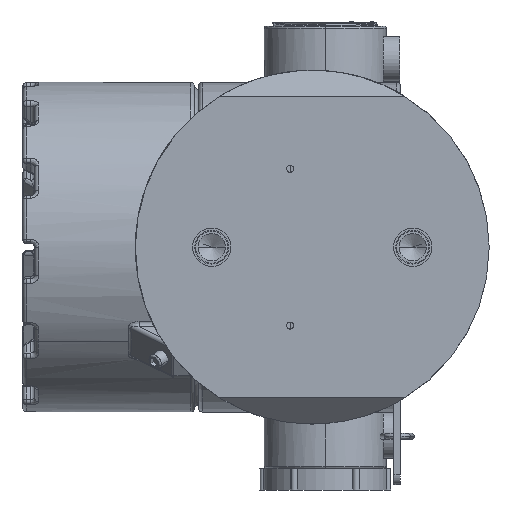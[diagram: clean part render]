
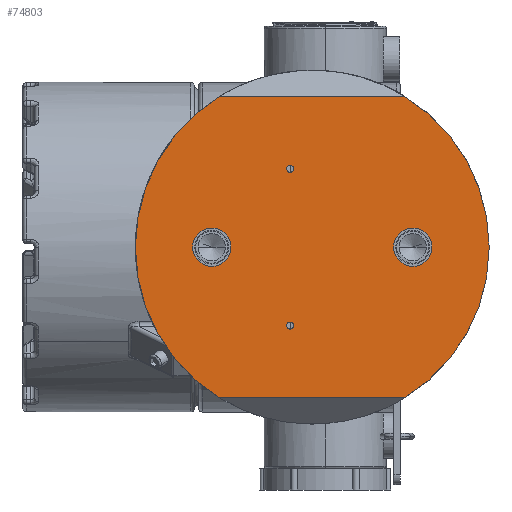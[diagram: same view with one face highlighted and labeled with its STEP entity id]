
A CAD part, front view. The second image highlights one B-rep face of the part: STEP entity #74803.
In plain terms, the highlighted planar face has unit normal (0, -1, 0).
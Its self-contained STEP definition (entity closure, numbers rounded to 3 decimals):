
#355 = ORIENTED_EDGE ( 'NONE', *, *, #9857, .F. ) ;
#1050 = FACE_BOUND ( 'NONE', #38078, .T. ) ;
#1743 = EDGE_CURVE ( 'NONE', #84820, #21932, #70837, .T. ) ;
#2889 = DIRECTION ( 'NONE',  ( -1., 0., 0. ) ) ;
#3017 = DIRECTION ( 'NONE',  ( 0., 1., 0. ) ) ;
#3355 = CARTESIAN_POINT ( 'NONE',  ( -5.5, 0., -19.5 ) ) ;
#3400 = EDGE_CURVE ( 'NONE', #32220, #47728, #20891, .T. ) ;
#3496 = FACE_BOUND ( 'NONE', #72513, .T. ) ;
#3498 = CARTESIAN_POINT ( 'NONE',  ( 23.016, 0., 37.5 ) ) ;
#4403 = VERTEX_POINT ( 'NONE', #21300 ) ;
#5516 = CARTESIAN_POINT ( 'NONE',  ( 0., 0., 0. ) ) ;
#6345 = VERTEX_POINT ( 'NONE', #23872 ) ;
#7196 = EDGE_CURVE ( 'NONE', #52686, #40814, #31263, .T. ) ;
#8830 = EDGE_CURVE ( 'NONE', #47728, #84820, #57597, .T. ) ;
#8969 = EDGE_CURVE ( 'NONE', #60235, #32220, #70688, .T. ) ;
#9263 = PLANE ( 'NONE',  #74608 ) ;
#9315 = EDGE_CURVE ( 'NONE', #82638, #60235, #33631, .T. ) ;
#9420 = EDGE_CURVE ( 'NONE', #21932, #82638, #15665, .T. ) ;
#9434 = EDGE_CURVE ( 'NONE', #6345, #96453, #89249, .T. ) ;
#9833 = CIRCLE ( 'NONE', #19197, 4.762 ) ;
#9857 = EDGE_CURVE ( 'NONE', #47661, #4403, #11998, .T. ) ;
#9875 = EDGE_CURVE ( 'NONE', #74692, #48948, #75321, .T. ) ;
#9895 = EDGE_CURVE ( 'NONE', #40814, #52686, #32362, .T. ) ;
#11555 = CARTESIAN_POINT ( 'NONE',  ( 25., 0., 0. ) ) ;
#11998 = CIRCLE ( 'NONE', #52212, 4.762 ) ;
#12095 = CARTESIAN_POINT ( 'NONE',  ( 29.762, 0., 0. ) ) ;
#13237 = VECTOR ( 'NONE', #64069, 1000. ) ;
#13305 = DIRECTION ( 'NONE',  ( 1., 0., 0. ) ) ;
#14010 = CARTESIAN_POINT ( 'NONE',  ( -44., 0., 0. ) ) ;
#15031 = EDGE_CURVE ( 'NONE', #48948, #74692, #73643, .T. ) ;
#15320 = CARTESIAN_POINT ( 'NONE',  ( -5.5, 0., 19.5 ) ) ;
#15503 = DIRECTION ( 'NONE',  ( 0., -1., 0. ) ) ;
#15665 = CIRCLE ( 'NONE', #54348, 44. ) ;
#17408 = CARTESIAN_POINT ( 'NONE',  ( -4.626, 0., 19.5 ) ) ;
#18468 = ORIENTED_EDGE ( 'NONE', *, *, #40877, .F. ) ;
#19153 = FACE_BOUND ( 'NONE', #71006, .T. ) ;
#19197 = AXIS2_PLACEMENT_3D ( 'NONE', #40087, #92845, #47804 ) ;
#19250 = DIRECTION ( 'NONE',  ( -1., 0., 0. ) ) ;
#20308 = CARTESIAN_POINT ( 'NONE',  ( -5.5, 0., 19.5 ) ) ;
#20891 = CIRCLE ( 'NONE', #82562, 44. ) ;
#21300 = CARTESIAN_POINT ( 'NONE',  ( -20.238, 0., 0. ) ) ;
#21812 = CARTESIAN_POINT ( 'NONE',  ( -29.762, 0., 0. ) ) ;
#21932 = VERTEX_POINT ( 'NONE', #14010 ) ;
#22680 = CARTESIAN_POINT ( 'NONE',  ( -4.626, 0., -19.5 ) ) ;
#22983 = DIRECTION ( 'NONE',  ( -1., 0., 0. ) ) ;
#23872 = CARTESIAN_POINT ( 'NONE',  ( 20.238, 0., 0. ) ) ;
#24375 = ORIENTED_EDGE ( 'NONE', *, *, #9420, .F. ) ;
#24668 = DIRECTION ( 'NONE',  ( 0., -1., 0. ) ) ;
#26859 = ORIENTED_EDGE ( 'NONE', *, *, #9895, .T. ) ;
#27925 = DIRECTION ( 'NONE',  ( -1., 0., 0. ) ) ;
#29105 = AXIS2_PLACEMENT_3D ( 'NONE', #20308, #73718, #27925 ) ;
#31263 = CIRCLE ( 'NONE', #63419, 0.874 ) ;
#32220 = VERTEX_POINT ( 'NONE', #32747 ) ;
#32362 = CIRCLE ( 'NONE', #51868, 0.874 ) ;
#32747 = CARTESIAN_POINT ( 'NONE',  ( 44., 0., 0. ) ) ;
#33597 = AXIS2_PLACEMENT_3D ( 'NONE', #61292, #15503, #68965 ) ;
#33631 = LINE ( 'NONE', #56398, #13237 ) ;
#34861 = VECTOR ( 'NONE', #57496, 1000. ) ;
#35172 = ORIENTED_EDGE ( 'NONE', *, *, #9315, .F. ) ;
#37455 = EDGE_CURVE ( 'NONE', #4403, #47661, #76500, .T. ) ;
#38078 = EDGE_LOOP ( 'NONE', ( #91977, #18468 ) ) ;
#38435 = CARTESIAN_POINT ( 'NONE',  ( -5.5, 0., -19.5 ) ) ;
#39154 = CARTESIAN_POINT ( 'NONE',  ( -6.374, 0., 19.5 ) ) ;
#40087 = CARTESIAN_POINT ( 'NONE',  ( 25., 0., 0. ) ) ;
#40814 = VERTEX_POINT ( 'NONE', #22680 ) ;
#40877 = EDGE_CURVE ( 'NONE', #96453, #6345, #9833, .T. ) ;
#42079 = CARTESIAN_POINT ( 'NONE',  ( 0., 0., 0. ) ) ;
#42746 = CARTESIAN_POINT ( 'NONE',  ( -6.374, 0., -19.5 ) ) ;
#43589 = ORIENTED_EDGE ( 'NONE', *, *, #8830, .F. ) ;
#45819 = CARTESIAN_POINT ( 'NONE',  ( -25., 0., 0. ) ) ;
#46137 = DIRECTION ( 'NONE',  ( -1., 0., 0. ) ) ;
#47443 = DIRECTION ( 'NONE',  ( 1., 0., 0. ) ) ;
#47459 = DIRECTION ( 'NONE',  ( 0., 1., 0. ) ) ;
#47661 = VERTEX_POINT ( 'NONE', #21812 ) ;
#47666 = CARTESIAN_POINT ( 'NONE',  ( 0., 0., 0. ) ) ;
#47728 = VERTEX_POINT ( 'NONE', #76191 ) ;
#47804 = DIRECTION ( 'NONE',  ( -1., 0., 0. ) ) ;
#48948 = VERTEX_POINT ( 'NONE', #17408 ) ;
#49737 = DIRECTION ( 'NONE',  ( 1., 0., 0. ) ) ;
#49857 = CARTESIAN_POINT ( 'NONE',  ( 0., 0., -37.5 ) ) ;
#51868 = AXIS2_PLACEMENT_3D ( 'NONE', #38435, #91272, #46137 ) ;
#52212 = AXIS2_PLACEMENT_3D ( 'NONE', #45819, #98356, #53472 ) ;
#52350 = AXIS2_PLACEMENT_3D ( 'NONE', #15320, #68770, #22983 ) ;
#52686 = VERTEX_POINT ( 'NONE', #42746 ) ;
#53472 = DIRECTION ( 'NONE',  ( -1., 0., 0. ) ) ;
#54221 = AXIS2_PLACEMENT_3D ( 'NONE', #11555, #65035, #19250 ) ;
#54348 = AXIS2_PLACEMENT_3D ( 'NONE', #42079, #94732, #49737 ) ;
#56292 = AXIS2_PLACEMENT_3D ( 'NONE', #5516, #59108, #13305 ) ;
#56398 = CARTESIAN_POINT ( 'NONE',  ( 0., 0., 37.5 ) ) ;
#57496 = DIRECTION ( 'NONE',  ( -1., 0., 0. ) ) ;
#57597 = LINE ( 'NONE', #49857, #34861 ) ;
#59108 = DIRECTION ( 'NONE',  ( 0., 1., 0. ) ) ;
#59833 = EDGE_LOOP ( 'NONE', ( #43589, #90773, #73367, #35172, #24375, #89642 ) ) ;
#60235 = VERTEX_POINT ( 'NONE', #3498 ) ;
#60384 = ORIENTED_EDGE ( 'NONE', *, *, #15031, .F. ) ;
#61292 = CARTESIAN_POINT ( 'NONE',  ( -25., 0., 0. ) ) ;
#62803 = CARTESIAN_POINT ( 'NONE',  ( 0., 0., 0. ) ) ;
#63419 = AXIS2_PLACEMENT_3D ( 'NONE', #3355, #3017, #2889 ) ;
#64069 = DIRECTION ( 'NONE',  ( 1., 0., 0. ) ) ;
#65035 = DIRECTION ( 'NONE',  ( 0., -1., 0. ) ) ;
#65173 = ORIENTED_EDGE ( 'NONE', *, *, #7196, .T. ) ;
#66636 = DIRECTION ( 'NONE',  ( 1., 0., 0. ) ) ;
#66733 = DIRECTION ( 'NONE',  ( 0., 1., 0. ) ) ;
#66765 = CARTESIAN_POINT ( 'NONE',  ( 0., 0., 0. ) ) ;
#68704 = ORIENTED_EDGE ( 'NONE', *, *, #37455, .F. ) ;
#68770 = DIRECTION ( 'NONE',  ( 0., -1., 0. ) ) ;
#68965 = DIRECTION ( 'NONE',  ( -1., 0., 0. ) ) ;
#69397 = CARTESIAN_POINT ( 'NONE',  ( -23.016, 0., 37.5 ) ) ;
#70336 = EDGE_LOOP ( 'NONE', ( #355, #68704 ) ) ;
#70688 = CIRCLE ( 'NONE', #56292, 44. ) ;
#70837 = CIRCLE ( 'NONE', #89381, 44. ) ;
#71006 = EDGE_LOOP ( 'NONE', ( #71099, #60384 ) ) ;
#71099 = ORIENTED_EDGE ( 'NONE', *, *, #9875, .F. ) ;
#72513 = EDGE_LOOP ( 'NONE', ( #65173, #26859 ) ) ;
#73367 = ORIENTED_EDGE ( 'NONE', *, *, #8969, .F. ) ;
#73643 = CIRCLE ( 'NONE', #29105, 0.874 ) ;
#73718 = DIRECTION ( 'NONE',  ( 0., -1., 0. ) ) ;
#74608 = AXIS2_PLACEMENT_3D ( 'NONE', #62803, #24668, #77969 ) ;
#74692 = VERTEX_POINT ( 'NONE', #39154 ) ;
#74803 = ADVANCED_FACE ( 'NONE', ( #77554, #1050, #97241, #19153, #3496 ), #9263, .T. ) ;
#75321 = CIRCLE ( 'NONE', #52350, 0.874 ) ;
#76191 = CARTESIAN_POINT ( 'NONE',  ( 23.016, 0., -37.5 ) ) ;
#76500 = CIRCLE ( 'NONE', #33597, 4.762 ) ;
#77554 = FACE_OUTER_BOUND ( 'NONE', #59833, .T. ) ;
#77969 = DIRECTION ( 'NONE',  ( -1., 0., 0. ) ) ;
#82562 = AXIS2_PLACEMENT_3D ( 'NONE', #66765, #66733, #66636 ) ;
#82638 = VERTEX_POINT ( 'NONE', #69397 ) ;
#84524 = CARTESIAN_POINT ( 'NONE',  ( -23.016, 0., -37.5 ) ) ;
#84820 = VERTEX_POINT ( 'NONE', #84524 ) ;
#89249 = CIRCLE ( 'NONE', #54221, 4.762 ) ;
#89381 = AXIS2_PLACEMENT_3D ( 'NONE', #47666, #47459, #47443 ) ;
#89642 = ORIENTED_EDGE ( 'NONE', *, *, #1743, .F. ) ;
#90773 = ORIENTED_EDGE ( 'NONE', *, *, #3400, .F. ) ;
#91272 = DIRECTION ( 'NONE',  ( 0., 1., 0. ) ) ;
#91977 = ORIENTED_EDGE ( 'NONE', *, *, #9434, .F. ) ;
#92845 = DIRECTION ( 'NONE',  ( 0., -1., 0. ) ) ;
#94732 = DIRECTION ( 'NONE',  ( 0., 1., 0. ) ) ;
#96453 = VERTEX_POINT ( 'NONE', #12095 ) ;
#97241 = FACE_BOUND ( 'NONE', #70336, .T. ) ;
#98356 = DIRECTION ( 'NONE',  ( 0., -1., 0. ) ) ;
